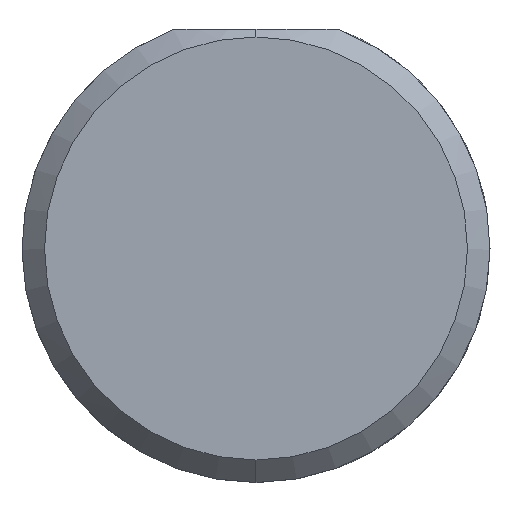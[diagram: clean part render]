
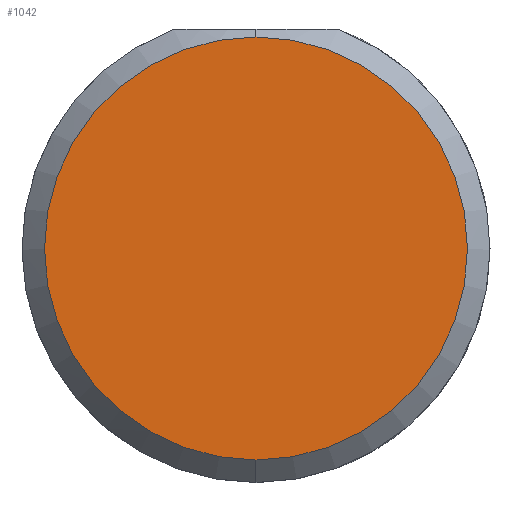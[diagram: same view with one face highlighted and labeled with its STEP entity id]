
A CAD part, left-side view. The second image highlights one B-rep face of the part: STEP entity #1042.
In plain terms, the highlighted planar face has unit normal (-1, 0, 0).
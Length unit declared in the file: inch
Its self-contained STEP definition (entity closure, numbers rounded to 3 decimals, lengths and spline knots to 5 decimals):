
#57 = DIRECTION ( 'NONE',  ( 0., 0., -1. ) ) ;
#157 = DIRECTION ( 'NONE',  ( 1., 0., 0. ) ) ;
#237 = CARTESIAN_POINT ( 'NONE',  ( 0., 0., 0. ) ) ;
#240 = CIRCLE ( 'NONE', #979, 0.1411 ) ;
#320 = EDGE_LOOP ( 'NONE', ( #826, #1077 ) ) ;
#339 = CARTESIAN_POINT ( 'NONE',  ( 0., 0., -0.1411 ) ) ;
#431 = EDGE_CURVE ( 'NONE', #669, #880, #683, .T. ) ;
#450 = AXIS2_PLACEMENT_3D ( 'NONE', #640, #474, #645 ) ;
#474 = DIRECTION ( 'NONE',  ( -1., 0., 0. ) ) ;
#585 = PLANE ( 'NONE',  #628 ) ;
#628 = AXIS2_PLACEMENT_3D ( 'NONE', #237, #157, #57 ) ;
#640 = CARTESIAN_POINT ( 'NONE',  ( 0., 0., 0. ) ) ;
#645 = DIRECTION ( 'NONE',  ( 0., 0., 1. ) ) ;
#667 = FACE_OUTER_BOUND ( 'NONE', #320, .T. ) ;
#669 = VERTEX_POINT ( 'NONE', #905 ) ;
#673 = DIRECTION ( 'NONE',  ( -1., 0., 0. ) ) ;
#683 = CIRCLE ( 'NONE', #450, 0.1411 ) ;
#826 = ORIENTED_EDGE ( 'NONE', *, *, #994, .T. ) ;
#837 = CARTESIAN_POINT ( 'NONE',  ( 0., 0., 0. ) ) ;
#880 = VERTEX_POINT ( 'NONE', #339 ) ;
#905 = CARTESIAN_POINT ( 'NONE',  ( 0., 0., 0.1411 ) ) ;
#913 = DIRECTION ( 'NONE',  ( 0., 0., 1. ) ) ;
#979 = AXIS2_PLACEMENT_3D ( 'NONE', #837, #673, #913 ) ;
#994 = EDGE_CURVE ( 'NONE', #880, #669, #240, .T. ) ;
#1042 = ADVANCED_FACE ( 'NONE', ( #667 ), #585, .F. ) ;
#1077 = ORIENTED_EDGE ( 'NONE', *, *, #431, .T. ) ;
